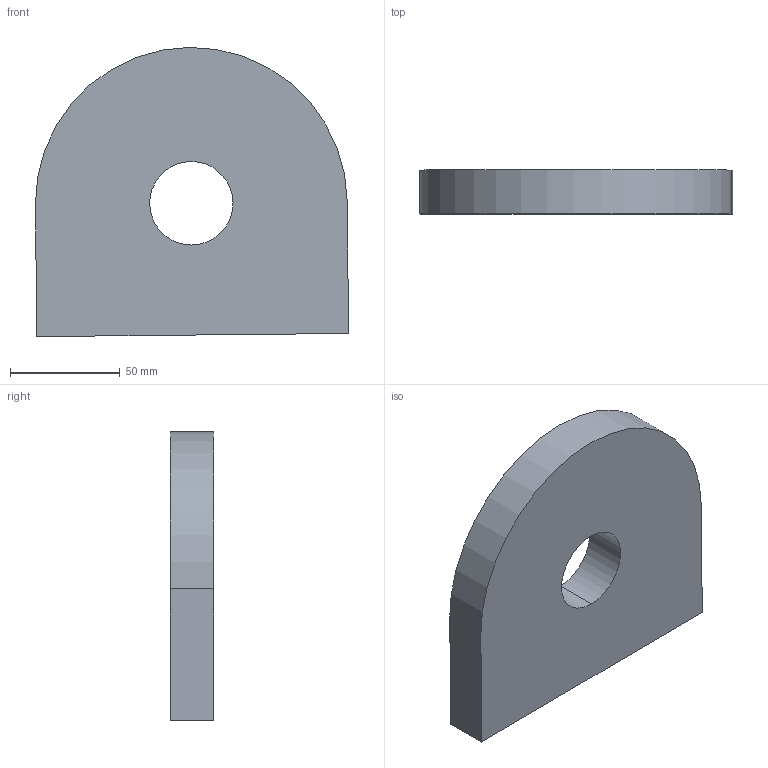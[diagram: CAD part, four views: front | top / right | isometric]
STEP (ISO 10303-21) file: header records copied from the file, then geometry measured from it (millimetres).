
FILE_DESCRIPTION(('CoCreate Modeling STEP Export'),'2;1');
FILE_NAME('s18.stp','2011-05-24T10:42:57',(''),(''),'CoCreate Modeling STEP processor for AP214 (Solid Model)','CoCreate Modeling 18.0P1120 20-Nov-2010 (C) Parametric Technology GmbH','');
FILE_SCHEMA(('AUTOMOTIVE_DESIGN { 1 0 10303 214 1 1 1 1 }'));
Length unit declared in the file: millimetre
Products named in the file (2): 333_LIFTING_LUG.PRT
Assembly tree (1 placements, depth 2):
  333_LIFTING_LUG.PRT
    333_LIFTING_LUG.PRT
Bounding box: 142.59 x 20 x 131.7 mm (x, y, z)
Volume: 306085.4 mm3; surface area: 42697.2 mm2
Topology: 1 solids, 1 shells, 8 faces, 19 edges, 13 vertices
Faces by surface type: plane 5, cylinder 3
Entity records: 336 total; most frequent: DIRECTION 40, CARTESIAN_POINT 39, ORIENTED_EDGE 38, EDGE_CURVE 19, AXIS2_PLACEMENT_3D 14, VERTEX_POINT 13, VECTOR 12, LINE 12
